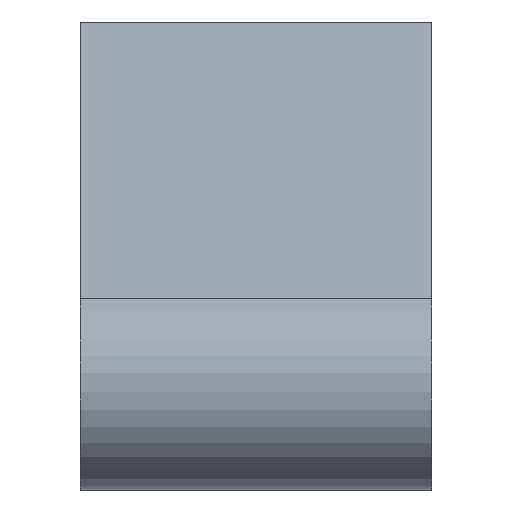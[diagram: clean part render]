
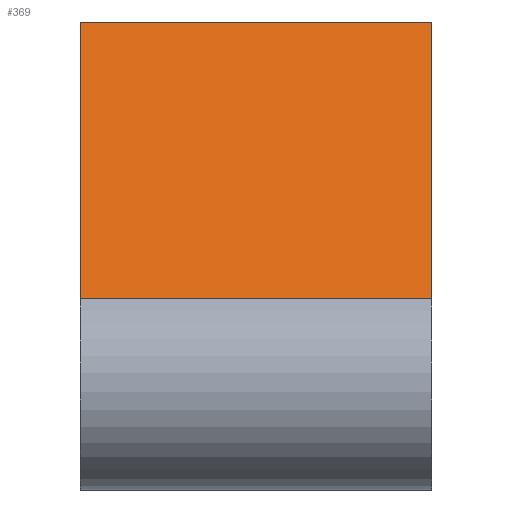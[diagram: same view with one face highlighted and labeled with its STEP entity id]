
A CAD part, left-side view. The second image highlights one B-rep face of the part: STEP entity #369.
In plain terms, the highlighted planar face has unit normal (-0.545, 0, 0.839).
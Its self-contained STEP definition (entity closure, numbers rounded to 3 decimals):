
#44 = PLANE('',#45);
#45 = AXIS2_PLACEMENT_3D('',#46,#47,#48);
#46 = CARTESIAN_POINT('',(-59.,-19.25,33.));
#47 = DIRECTION('',(0.,0.,1.));
#48 = DIRECTION('',(1.,0.,0.));
#73 = PLANE('',#74);
#74 = AXIS2_PLACEMENT_3D('',#75,#76,#77);
#75 = CARTESIAN_POINT('',(-59.,-32.75,33.));
#76 = DIRECTION('',(0.,1.,0.));
#77 = DIRECTION('',(1.,0.,0.));
#128 = PLANE('',#129);
#129 = AXIS2_PLACEMENT_3D('',#130,#131,#132);
#130 = CARTESIAN_POINT('',(-59.,-19.25,33.));
#131 = DIRECTION('',(0.,1.,0.));
#132 = DIRECTION('',(1.,0.,0.));
#259 = CYLINDRICAL_SURFACE('',#260,4.);
#260 = AXIS2_PLACEMENT_3D('',#261,#262,#263);
#261 = CARTESIAN_POINT('',(-101.,-19.25,19.));
#262 = DIRECTION('',(0.,1.,0.));
#263 = DIRECTION('',(-1.,0.,0.));
#297 = VERTEX_POINT('',#298);
#298 = CARTESIAN_POINT('',(-103.18,-32.75,22.354));
#320 = EDGE_CURVE('',#321,#297,#323,.T.);
#321 = VERTEX_POINT('',#322);
#322 = CARTESIAN_POINT('',(-103.18,-19.25,22.354));
#323 = SURFACE_CURVE('',#324,(#328,#335),.PCURVE_S1.);
#324 = LINE('',#325,#326);
#325 = CARTESIAN_POINT('',(-103.18,-19.25,22.354));
#326 = VECTOR('',#327,1.);
#327 = DIRECTION('',(0.,-1.,0.));
#328 = PCURVE('',#259,#329);
#329 = DEFINITIONAL_REPRESENTATION('',(#330),#334);
#330 = LINE('',#331,#332);
#331 = CARTESIAN_POINT('',(7.278,0.));
#332 = VECTOR('',#333,1.);
#333 = DIRECTION('',(0.,-1.));
#334 = ( GEOMETRIC_REPRESENTATION_CONTEXT(2) 
PARAMETRIC_REPRESENTATION_CONTEXT() REPRESENTATION_CONTEXT('2D SPACE',''
  ) );
#335 = PCURVE('',#336,#341);
#336 = PLANE('',#337);
#337 = AXIS2_PLACEMENT_3D('',#338,#339,#340);
#338 = CARTESIAN_POINT('',(-86.799,-19.25,33.));
#339 = DIRECTION('',(-0.545,0.,0.838)
  );
#340 = DIRECTION('',(0.838,0.,0.545)
  );
#341 = DEFINITIONAL_REPRESENTATION('',(#342),#346);
#342 = LINE('',#343,#344);
#343 = CARTESIAN_POINT('',(-19.536,0.));
#344 = VECTOR('',#345,1.);
#345 = DIRECTION('',(0.,-1.));
#346 = ( GEOMETRIC_REPRESENTATION_CONTEXT(2) 
PARAMETRIC_REPRESENTATION_CONTEXT() REPRESENTATION_CONTEXT('2D SPACE',''
  ) );
#369 = ADVANCED_FACE('',(#370),#336,.T.);
#370 = FACE_BOUND('',#371,.F.);
#371 = EDGE_LOOP('',(#372,#397,#418,#419));
#372 = ORIENTED_EDGE('',*,*,#373,.T.);
#373 = EDGE_CURVE('',#374,#376,#378,.T.);
#374 = VERTEX_POINT('',#375);
#375 = CARTESIAN_POINT('',(-86.799,-19.25,33.));
#376 = VERTEX_POINT('',#377);
#377 = CARTESIAN_POINT('',(-86.799,-32.75,33.));
#378 = SURFACE_CURVE('',#379,(#383,#390),.PCURVE_S1.);
#379 = LINE('',#380,#381);
#380 = CARTESIAN_POINT('',(-86.799,-19.25,33.));
#381 = VECTOR('',#382,1.);
#382 = DIRECTION('',(0.,-1.,0.));
#383 = PCURVE('',#336,#384);
#384 = DEFINITIONAL_REPRESENTATION('',(#385),#389);
#385 = LINE('',#386,#387);
#386 = CARTESIAN_POINT('',(-0.,0.));
#387 = VECTOR('',#388,1.);
#388 = DIRECTION('',(0.,-1.));
#389 = ( GEOMETRIC_REPRESENTATION_CONTEXT(2) 
PARAMETRIC_REPRESENTATION_CONTEXT() REPRESENTATION_CONTEXT('2D SPACE',''
  ) );
#390 = PCURVE('',#44,#391);
#391 = DEFINITIONAL_REPRESENTATION('',(#392),#396);
#392 = LINE('',#393,#394);
#393 = CARTESIAN_POINT('',(-27.799,0.));
#394 = VECTOR('',#395,1.);
#395 = DIRECTION('',(0.,-1.));
#396 = ( GEOMETRIC_REPRESENTATION_CONTEXT(2) 
PARAMETRIC_REPRESENTATION_CONTEXT() REPRESENTATION_CONTEXT('2D SPACE',''
  ) );
#397 = ORIENTED_EDGE('',*,*,#398,.T.);
#398 = EDGE_CURVE('',#376,#297,#399,.T.);
#399 = SURFACE_CURVE('',#400,(#404,#411),.PCURVE_S1.);
#400 = LINE('',#401,#402);
#401 = CARTESIAN_POINT('',(-86.799,-32.75,33.));
#402 = VECTOR('',#403,1.);
#403 = DIRECTION('',(-0.838,0.,-0.545)
  );
#404 = PCURVE('',#336,#405);
#405 = DEFINITIONAL_REPRESENTATION('',(#406),#410);
#406 = LINE('',#407,#408);
#407 = CARTESIAN_POINT('',(0.,-13.5));
#408 = VECTOR('',#409,1.);
#409 = DIRECTION('',(-1.,0.));
#410 = ( GEOMETRIC_REPRESENTATION_CONTEXT(2) 
PARAMETRIC_REPRESENTATION_CONTEXT() REPRESENTATION_CONTEXT('2D SPACE',''
  ) );
#411 = PCURVE('',#73,#412);
#412 = DEFINITIONAL_REPRESENTATION('',(#413),#417);
#413 = LINE('',#414,#415);
#414 = CARTESIAN_POINT('',(-27.799,0.));
#415 = VECTOR('',#416,1.);
#416 = DIRECTION('',(-0.838,0.545));
#417 = ( GEOMETRIC_REPRESENTATION_CONTEXT(2) 
PARAMETRIC_REPRESENTATION_CONTEXT() REPRESENTATION_CONTEXT('2D SPACE',''
  ) );
#418 = ORIENTED_EDGE('',*,*,#320,.F.);
#419 = ORIENTED_EDGE('',*,*,#420,.F.);
#420 = EDGE_CURVE('',#374,#321,#421,.T.);
#421 = SURFACE_CURVE('',#422,(#426,#433),.PCURVE_S1.);
#422 = LINE('',#423,#424);
#423 = CARTESIAN_POINT('',(-86.799,-19.25,33.));
#424 = VECTOR('',#425,1.);
#425 = DIRECTION('',(-0.838,0.,-0.545)
  );
#426 = PCURVE('',#336,#427);
#427 = DEFINITIONAL_REPRESENTATION('',(#428),#432);
#428 = LINE('',#429,#430);
#429 = CARTESIAN_POINT('',(0.,0.));
#430 = VECTOR('',#431,1.);
#431 = DIRECTION('',(-1.,0.));
#432 = ( GEOMETRIC_REPRESENTATION_CONTEXT(2) 
PARAMETRIC_REPRESENTATION_CONTEXT() REPRESENTATION_CONTEXT('2D SPACE',''
  ) );
#433 = PCURVE('',#128,#434);
#434 = DEFINITIONAL_REPRESENTATION('',(#435),#439);
#435 = LINE('',#436,#437);
#436 = CARTESIAN_POINT('',(-27.799,0.));
#437 = VECTOR('',#438,1.);
#438 = DIRECTION('',(-0.838,0.545));
#439 = ( GEOMETRIC_REPRESENTATION_CONTEXT(2) 
PARAMETRIC_REPRESENTATION_CONTEXT() REPRESENTATION_CONTEXT('2D SPACE',''
  ) );
